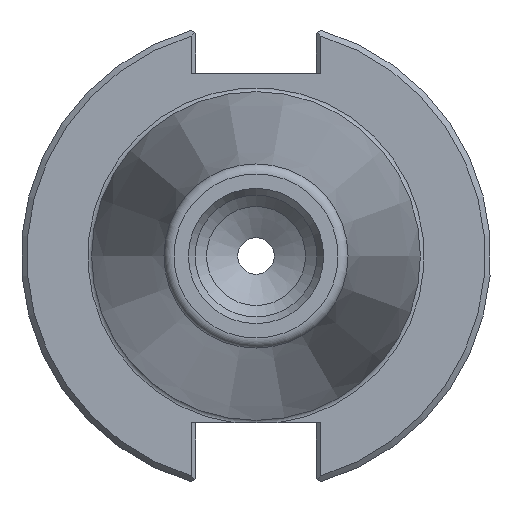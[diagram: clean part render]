
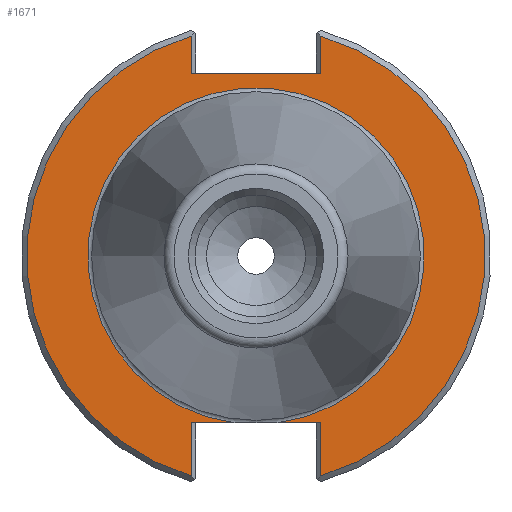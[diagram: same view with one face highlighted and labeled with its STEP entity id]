
A CAD part, left-side view. The second image highlights one B-rep face of the part: STEP entity #1671.
In plain terms, the highlighted planar face has unit normal (-1, 0, 0).
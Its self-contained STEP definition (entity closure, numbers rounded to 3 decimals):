
#60=PLANE('',#1838);
#165=FACE_OUTER_BOUND('',#256,.T.);
#256=EDGE_LOOP('',(#1284,#1285,#1286,#1287,#1288,#1289,#1290,#1291,#1292,
#1293));
#338=LINE('',#2816,#441);
#358=LINE('',#2922,#461);
#359=LINE('',#2924,#462);
#360=LINE('',#2927,#463);
#361=LINE('',#2929,#464);
#362=LINE('',#2933,#465);
#363=LINE('',#2934,#466);
#441=VECTOR('',#2133,10.);
#461=VECTOR('',#2181,10.);
#462=VECTOR('',#2182,10.);
#463=VECTOR('',#2185,10.);
#464=VECTOR('',#2186,10.);
#465=VECTOR('',#2189,10.);
#466=VECTOR('',#2190,10.);
#570=CIRCLE('',#1833,22.733);
#575=CIRCLE('',#1839,30.988);
#576=CIRCLE('',#1840,30.988);
#691=VERTEX_POINT('',#2813);
#692=VERTEX_POINT('',#2815);
#716=VERTEX_POINT('',#2897);
#718=VERTEX_POINT('',#2905);
#722=VERTEX_POINT('',#2921);
#723=VERTEX_POINT('',#2923);
#724=VERTEX_POINT('',#2925);
#725=VERTEX_POINT('',#2928);
#726=VERTEX_POINT('',#2930);
#727=VERTEX_POINT('',#2932);
#893=EDGE_CURVE('',#691,#692,#338,.T.);
#925=EDGE_CURVE('',#716,#718,#570,.T.);
#931=EDGE_CURVE('',#722,#716,#358,.T.);
#932=EDGE_CURVE('',#723,#722,#359,.T.);
#933=EDGE_CURVE('',#724,#723,#575,.T.);
#934=EDGE_CURVE('',#692,#724,#360,.T.);
#935=EDGE_CURVE('',#725,#691,#361,.T.);
#936=EDGE_CURVE('',#726,#725,#576,.T.);
#937=EDGE_CURVE('',#727,#726,#362,.T.);
#938=EDGE_CURVE('',#718,#727,#363,.T.);
#1284=ORIENTED_EDGE('',*,*,#925,.F.);
#1285=ORIENTED_EDGE('',*,*,#931,.F.);
#1286=ORIENTED_EDGE('',*,*,#932,.F.);
#1287=ORIENTED_EDGE('',*,*,#933,.F.);
#1288=ORIENTED_EDGE('',*,*,#934,.F.);
#1289=ORIENTED_EDGE('',*,*,#893,.F.);
#1290=ORIENTED_EDGE('',*,*,#935,.F.);
#1291=ORIENTED_EDGE('',*,*,#936,.F.);
#1292=ORIENTED_EDGE('',*,*,#937,.F.);
#1293=ORIENTED_EDGE('',*,*,#938,.F.);
#1671=ADVANCED_FACE('',(#165),#60,.T.);
#1833=AXIS2_PLACEMENT_3D('',#2906,#2169,#2170);
#1838=AXIS2_PLACEMENT_3D('',#2920,#2179,#2180);
#1839=AXIS2_PLACEMENT_3D('',#2926,#2183,#2184);
#1840=AXIS2_PLACEMENT_3D('',#2931,#2187,#2188);
#2133=DIRECTION('',(0.,-1.,0.));
#2169=DIRECTION('center_axis',(-1.,0.,0.));
#2170=DIRECTION('ref_axis',(0.,-1.,0.));
#2179=DIRECTION('center_axis',(-1.,0.,0.));
#2180=DIRECTION('ref_axis',(0.,0.,1.));
#2181=DIRECTION('',(0.,1.,0.));
#2182=DIRECTION('',(0.,0.,1.));
#2183=DIRECTION('center_axis',(1.,0.,0.));
#2184=DIRECTION('ref_axis',(0.,-1.,0.));
#2185=DIRECTION('',(0.,0.,1.));
#2186=DIRECTION('',(0.,0.,-1.));
#2187=DIRECTION('center_axis',(1.,0.,0.));
#2188=DIRECTION('ref_axis',(0.,1.,0.));
#2189=DIRECTION('',(0.,0.,-1.));
#2190=DIRECTION('',(0.,1.,0.));
#2813=CARTESIAN_POINT('',(3.175,8.763,24.689));
#2815=CARTESIAN_POINT('',(3.175,-8.763,24.689));
#2816=CARTESIAN_POINT('',(3.175,13.494,24.689));
#2897=CARTESIAN_POINT('',(3.175,-2.838,-22.555));
#2905=CARTESIAN_POINT('',(3.175,2.838,-22.555));
#2906=CARTESIAN_POINT('Origin',(3.175,0.,0.));
#2920=CARTESIAN_POINT('Origin',(3.175,26.988,0.));
#2921=CARTESIAN_POINT('',(3.175,-8.763,-22.555));
#2922=CARTESIAN_POINT('',(3.175,13.494,-22.555));
#2923=CARTESIAN_POINT('',(3.175,-8.763,-29.723));
#2924=CARTESIAN_POINT('',(3.175,-8.763,-11.278));
#2925=CARTESIAN_POINT('',(3.175,-8.763,29.723));
#2926=CARTESIAN_POINT('Origin',(3.175,0.,0.));
#2927=CARTESIAN_POINT('',(3.175,-8.763,12.344));
#2928=CARTESIAN_POINT('',(3.175,8.763,29.723));
#2929=CARTESIAN_POINT('',(3.175,8.763,12.344));
#2930=CARTESIAN_POINT('',(3.175,8.763,-29.723));
#2931=CARTESIAN_POINT('Origin',(3.175,0.,0.));
#2932=CARTESIAN_POINT('',(3.175,8.763,-22.555));
#2933=CARTESIAN_POINT('',(3.175,8.763,-11.278));
#2934=CARTESIAN_POINT('',(3.175,13.494,-22.555));
